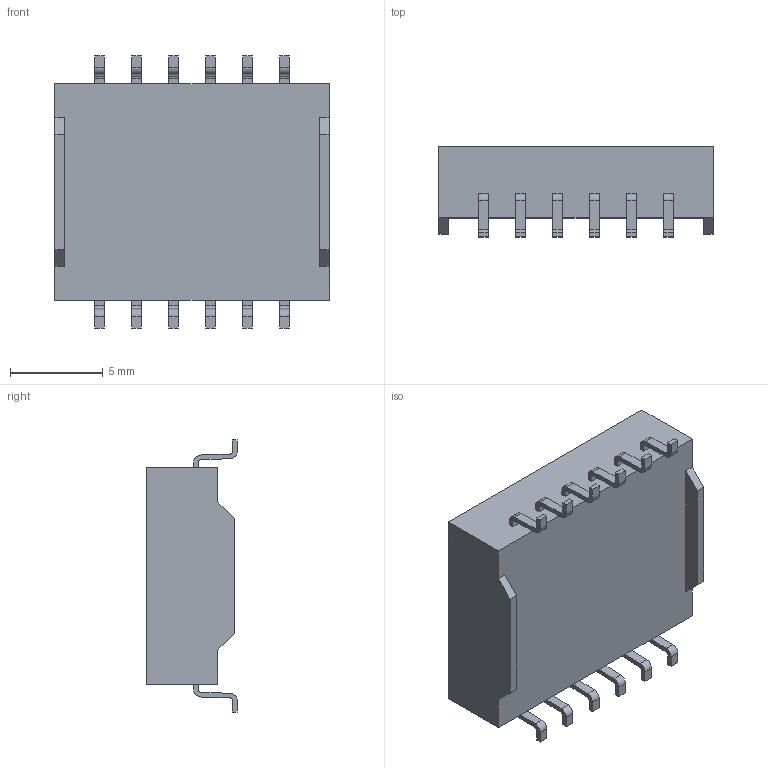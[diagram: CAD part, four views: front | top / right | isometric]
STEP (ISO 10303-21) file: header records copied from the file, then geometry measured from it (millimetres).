
FILE_DESCRIPTION( ( 'STEP AP203' ), '1' );
FILE_NAME( 'SM91501AL.stp', ' ', ( ' ' ), ( ' ' ), 'PSStep 15.0.49', 'VISI 20.0', ' ' );
FILE_SCHEMA( ( 'AUTOMOTIVE_DESIGN { 1 0 10303 214 1 1 1 1 }' ) );
Length unit declared in the file: millimetre
Products named in the file (16): HMU2102NL_3D_ANY_ASM; BODY-MOVE_COPY1_10_; BODY-MOVE_COPY1_1_; BODY-MOVE_COPY1_4_; BODY-MOVE_COPY1_9_; BODY-MOVE_COPY1_5_; BODY-MOVE_COPY1_2_; CUT-EXTRUDE1; FILLET4; BODY-MOVE_COPY1_7_; BODY-MOVE_COPY1_8_; BODY-MOVE_COPY1_3_; BODY-MOVE_COPY1_6_; FILLET3; SM91501AL_ASM; SM91501AL
Assembly tree (15 placements, depth 4):
  SM91501AL
    SM91501AL_ASM
      HMU2102NL_3D_ANY_ASM
        BODY-MOVE_COPY1_10_
        BODY-MOVE_COPY1_1_
        BODY-MOVE_COPY1_4_
        BODY-MOVE_COPY1_9_
        BODY-MOVE_COPY1_5_
        BODY-MOVE_COPY1_2_
        CUT-EXTRUDE1
        FILLET4
        BODY-MOVE_COPY1_7_
        BODY-MOVE_COPY1_8_
        BODY-MOVE_COPY1_3_
        BODY-MOVE_COPY1_6_
        FILLET3
Bounding box: 14.81 x 4.88 x 14.7 mm (x, y, z)
Volume: 676.1 mm3; surface area: 648 mm2
Topology: 13 solids, 13 shells, 799 faces, 2229 edges, 1486 vertices
Faces by surface type: plane 750, cylinder 49
Full cylindrical faces by diameter (mm): 1 x1
Entity records: 31846 total; most frequent: CARTESIAN_POINT 4531, ORIENTED_EDGE 4456, DIRECTION 3960, EDGE_CURVE 2228, LINE 2130, VECTOR 2130, VERTEX_POINT 1486, AXIS2_PLACEMENT_3D 915
